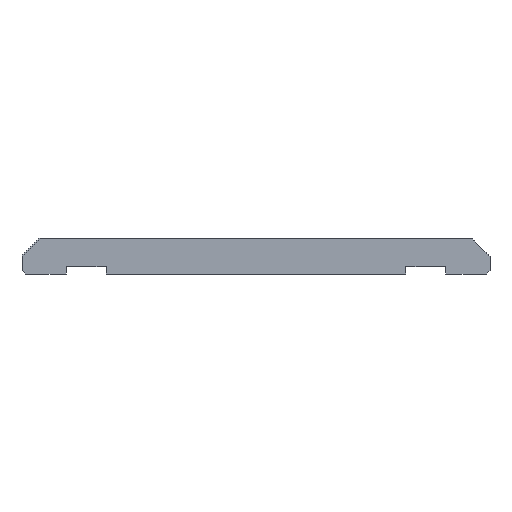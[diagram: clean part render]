
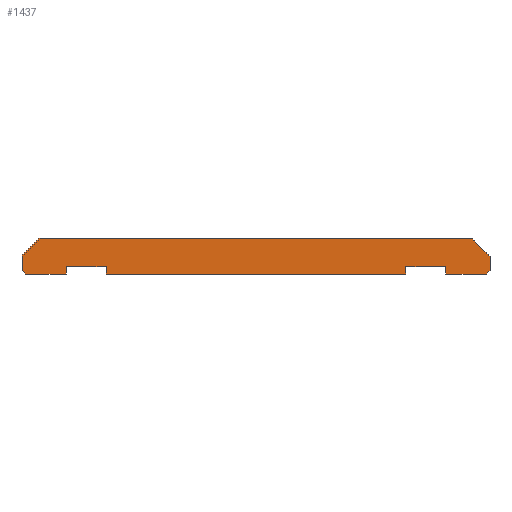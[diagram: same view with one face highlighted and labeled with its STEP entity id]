
A CAD part, front view. The second image highlights one B-rep face of the part: STEP entity #1437.
In plain terms, the highlighted planar face has unit normal (0, -1, 0).
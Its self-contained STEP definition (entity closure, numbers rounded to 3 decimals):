
#5 = ORIENTED_EDGE ( 'NONE', *, *, #2887, .F. ) ;
#35 = CARTESIAN_POINT ( 'NONE',  ( 52.7, -50., -8. ) ) ;
#114 = VECTOR ( 'NONE', #1777, 1000. ) ;
#128 = CARTESIAN_POINT ( 'NONE',  ( -65., -50., -10. ) ) ;
#149 = CARTESIAN_POINT ( 'NONE',  ( -60., -50., 0. ) ) ;
#157 = DIRECTION ( 'NONE',  ( 0., 0., -1. ) ) ;
#205 = EDGE_CURVE ( 'NONE', #2366, #3166, #2231, .T. ) ;
#236 = CARTESIAN_POINT ( 'NONE',  ( -64., -50., -10. ) ) ;
#263 = CARTESIAN_POINT ( 'NONE',  ( 52.7, -50., -10. ) ) ;
#269 = CARTESIAN_POINT ( 'NONE',  ( -52.7, -50., -10. ) ) ;
#326 = DIRECTION ( 'NONE',  ( -1., 0., 0. ) ) ;
#374 = CARTESIAN_POINT ( 'NONE',  ( -65., -50., 0. ) ) ;
#386 = ORIENTED_EDGE ( 'NONE', *, *, #896, .T. ) ;
#420 = CARTESIAN_POINT ( 'NONE',  ( -52.7, -50., -8. ) ) ;
#425 = VERTEX_POINT ( 'NONE', #959 ) ;
#498 = EDGE_CURVE ( 'NONE', #3226, #425, #1626, .T. ) ;
#513 = CARTESIAN_POINT ( 'NONE',  ( -52.7, -50., -10. ) ) ;
#527 = VERTEX_POINT ( 'NONE', #1849 ) ;
#538 = VERTEX_POINT ( 'NONE', #2667 ) ;
#662 = DIRECTION ( 'NONE',  ( 1., 0., 0. ) ) ;
#694 = DIRECTION ( 'NONE',  ( 0., 0., -1. ) ) ;
#706 = VECTOR ( 'NONE', #3357, 1000. ) ;
#710 = VECTOR ( 'NONE', #2816, 1000. ) ;
#734 = CARTESIAN_POINT ( 'NONE',  ( -60., -50., 0. ) ) ;
#779 = CARTESIAN_POINT ( 'NONE',  ( -41.6, -50., -10. ) ) ;
#818 = VECTOR ( 'NONE', #1467, 1000. ) ;
#848 = CARTESIAN_POINT ( 'NONE',  ( 64., -50., -10. ) ) ;
#885 = ORIENTED_EDGE ( 'NONE', *, *, #1455, .F. ) ;
#891 = DIRECTION ( 'NONE',  ( 0., 0., 1. ) ) ;
#896 = EDGE_CURVE ( 'NONE', #2855, #1620, #2148, .T. ) ;
#903 = VERTEX_POINT ( 'NONE', #2097 ) ;
#944 = EDGE_CURVE ( 'NONE', #903, #1488, #1041, .T. ) ;
#959 = CARTESIAN_POINT ( 'NONE',  ( 60., -50., 0. ) ) ;
#963 = FACE_OUTER_BOUND ( 'NONE', #1022, .T. ) ;
#964 = DIRECTION ( 'NONE',  ( 0., 0., 1. ) ) ;
#971 = VERTEX_POINT ( 'NONE', #3361 ) ;
#1005 = EDGE_CURVE ( 'NONE', #3166, #903, #1363, .T. ) ;
#1011 = CARTESIAN_POINT ( 'NONE',  ( -65., -50., -9. ) ) ;
#1022 = EDGE_LOOP ( 'NONE', ( #1904, #2435, #885, #3032, #2826, #386, #2126, #3431, #5, #2034, #2739, #2928, #2320, #2269, #3008, #3568 ) ) ;
#1034 = VECTOR ( 'NONE', #1900, 1000. ) ;
#1041 = LINE ( 'NONE', #779, #1034 ) ;
#1061 = VERTEX_POINT ( 'NONE', #263 ) ;
#1063 = VECTOR ( 'NONE', #3227, 1000. ) ;
#1106 = VECTOR ( 'NONE', #3351, 1000. ) ;
#1162 = VECTOR ( 'NONE', #326, 1000. ) ;
#1263 = CARTESIAN_POINT ( 'NONE',  ( 52.7, -50., -10. ) ) ;
#1279 = VECTOR ( 'NONE', #2371, 1000. ) ;
#1363 = LINE ( 'NONE', #2733, #1927 ) ;
#1403 = DIRECTION ( 'NONE',  ( -1., 0., 0. ) ) ;
#1406 = VECTOR ( 'NONE', #694, 1000. ) ;
#1437 = ADVANCED_FACE ( 'NONE', ( #963 ), #3191, .F. ) ;
#1455 = EDGE_CURVE ( 'NONE', #3226, #3309, #3229, .T. ) ;
#1462 = DIRECTION ( 'NONE',  ( 0., 1., 0. ) ) ;
#1467 = DIRECTION ( 'NONE',  ( 1., 0., 0. ) ) ;
#1488 = VERTEX_POINT ( 'NONE', #3263 ) ;
#1499 = CARTESIAN_POINT ( 'NONE',  ( 52.7, -50., -8. ) ) ;
#1519 = LINE ( 'NONE', #1499, #2228 ) ;
#1598 = EDGE_CURVE ( 'NONE', #971, #3309, #3063, .T. ) ;
#1620 = VERTEX_POINT ( 'NONE', #2776 ) ;
#1626 = LINE ( 'NONE', #2413, #1063 ) ;
#1660 = DIRECTION ( 'NONE',  ( 1., 0., 0. ) ) ;
#1686 = LINE ( 'NONE', #2491, #710 ) ;
#1707 = VERTEX_POINT ( 'NONE', #236 ) ;
#1737 = CARTESIAN_POINT ( 'NONE',  ( 41.6, -50., -10. ) ) ;
#1777 = DIRECTION ( 'NONE',  ( 0., 0., 1. ) ) ;
#1849 = CARTESIAN_POINT ( 'NONE',  ( 41.6, -50., -10. ) ) ;
#1896 = VECTOR ( 'NONE', #1962, 1000. ) ;
#1900 = DIRECTION ( 'NONE',  ( 0., 0., -1. ) ) ;
#1904 = ORIENTED_EDGE ( 'NONE', *, *, #2889, .F. ) ;
#1927 = VECTOR ( 'NONE', #1660, 1000. ) ;
#1945 = LINE ( 'NONE', #3593, #2219 ) ;
#1962 = DIRECTION ( 'NONE',  ( 0., 0., 1. ) ) ;
#2029 = EDGE_CURVE ( 'NONE', #527, #1488, #2737, .T. ) ;
#2034 = ORIENTED_EDGE ( 'NONE', *, *, #205, .T. ) ;
#2071 = VERTEX_POINT ( 'NONE', #35 ) ;
#2097 = CARTESIAN_POINT ( 'NONE',  ( -41.6, -50., -8. ) ) ;
#2126 = ORIENTED_EDGE ( 'NONE', *, *, #2714, .F. ) ;
#2148 = LINE ( 'NONE', #149, #1279 ) ;
#2155 = EDGE_CURVE ( 'NONE', #2855, #425, #3144, .T. ) ;
#2219 = VECTOR ( 'NONE', #1403, 1000. ) ;
#2228 = VECTOR ( 'NONE', #662, 1000. ) ;
#2231 = LINE ( 'NONE', #269, #1896 ) ;
#2269 = ORIENTED_EDGE ( 'NONE', *, *, #3005, .T. ) ;
#2291 = CARTESIAN_POINT ( 'NONE',  ( 0., -50., 0. ) ) ;
#2320 = ORIENTED_EDGE ( 'NONE', *, *, #2029, .F. ) ;
#2366 = VERTEX_POINT ( 'NONE', #513 ) ;
#2371 = DIRECTION ( 'NONE',  ( -0.707, 0., -0.707 ) ) ;
#2413 = CARTESIAN_POINT ( 'NONE',  ( 65., -50., -5. ) ) ;
#2435 = ORIENTED_EDGE ( 'NONE', *, *, #1598, .T. ) ;
#2491 = CARTESIAN_POINT ( 'NONE',  ( -65., -50., -9. ) ) ;
#2540 = CARTESIAN_POINT ( 'NONE',  ( 65., -50., -10. ) ) ;
#2579 = EDGE_CURVE ( 'NONE', #3096, #1707, #1686, .T. ) ;
#2624 = AXIS2_PLACEMENT_3D ( 'NONE', #2291, #1462, #891 ) ;
#2667 = CARTESIAN_POINT ( 'NONE',  ( 41.6, -50., -8. ) ) ;
#2670 = EDGE_CURVE ( 'NONE', #538, #2071, #1519, .T. ) ;
#2714 = EDGE_CURVE ( 'NONE', #3096, #1620, #2927, .T. ) ;
#2733 = CARTESIAN_POINT ( 'NONE',  ( -52.7, -50., -8. ) ) ;
#2737 = LINE ( 'NONE', #2800, #706 ) ;
#2739 = ORIENTED_EDGE ( 'NONE', *, *, #1005, .T. ) ;
#2757 = EDGE_CURVE ( 'NONE', #2071, #1061, #3192, .T. ) ;
#2776 = CARTESIAN_POINT ( 'NONE',  ( -65., -50., -5. ) ) ;
#2800 = CARTESIAN_POINT ( 'NONE',  ( 65., -50., -10. ) ) ;
#2816 = DIRECTION ( 'NONE',  ( 0.707, 0., -0.707 ) ) ;
#2826 = ORIENTED_EDGE ( 'NONE', *, *, #2155, .F. ) ;
#2846 = LINE ( 'NONE', #1737, #114 ) ;
#2855 = VERTEX_POINT ( 'NONE', #734 ) ;
#2887 = EDGE_CURVE ( 'NONE', #2366, #1707, #3579, .T. ) ;
#2889 = EDGE_CURVE ( 'NONE', #971, #1061, #1945, .T. ) ;
#2927 = LINE ( 'NONE', #128, #3505 ) ;
#2928 = ORIENTED_EDGE ( 'NONE', *, *, #944, .T. ) ;
#3005 = EDGE_CURVE ( 'NONE', #527, #538, #2846, .T. ) ;
#3008 = ORIENTED_EDGE ( 'NONE', *, *, #2670, .T. ) ;
#3032 = ORIENTED_EDGE ( 'NONE', *, *, #498, .T. ) ;
#3045 = CARTESIAN_POINT ( 'NONE',  ( 65., -50., -5. ) ) ;
#3063 = LINE ( 'NONE', #848, #1106 ) ;
#3096 = VERTEX_POINT ( 'NONE', #1011 ) ;
#3144 = LINE ( 'NONE', #374, #818 ) ;
#3166 = VERTEX_POINT ( 'NONE', #420 ) ;
#3191 = PLANE ( 'NONE',  #2624 ) ;
#3192 = LINE ( 'NONE', #1263, #1406 ) ;
#3213 = CARTESIAN_POINT ( 'NONE',  ( 65., -50., 0. ) ) ;
#3226 = VERTEX_POINT ( 'NONE', #3045 ) ;
#3227 = DIRECTION ( 'NONE',  ( -0.707, 0., 0.707 ) ) ;
#3229 = LINE ( 'NONE', #3213, #3320 ) ;
#3263 = CARTESIAN_POINT ( 'NONE',  ( -41.6, -50., -10. ) ) ;
#3309 = VERTEX_POINT ( 'NONE', #3347 ) ;
#3320 = VECTOR ( 'NONE', #157, 1000. ) ;
#3347 = CARTESIAN_POINT ( 'NONE',  ( 65., -50., -9. ) ) ;
#3351 = DIRECTION ( 'NONE',  ( 0.707, 0., 0.707 ) ) ;
#3357 = DIRECTION ( 'NONE',  ( -1., 0., 0. ) ) ;
#3361 = CARTESIAN_POINT ( 'NONE',  ( 64., -50., -10. ) ) ;
#3431 = ORIENTED_EDGE ( 'NONE', *, *, #2579, .T. ) ;
#3505 = VECTOR ( 'NONE', #964, 1000. ) ;
#3568 = ORIENTED_EDGE ( 'NONE', *, *, #2757, .T. ) ;
#3579 = LINE ( 'NONE', #2540, #1162 ) ;
#3593 = CARTESIAN_POINT ( 'NONE',  ( 65., -50., -10. ) ) ;
